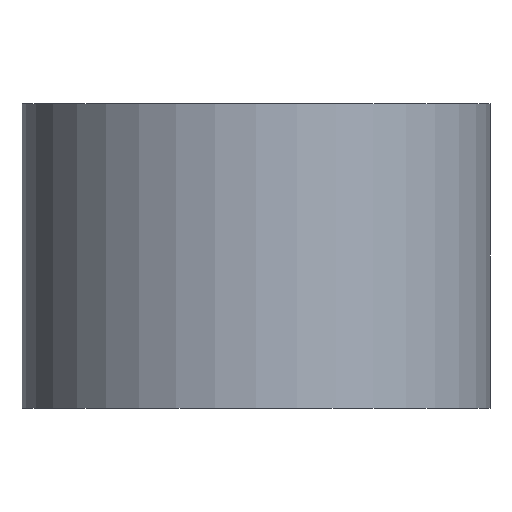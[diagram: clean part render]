
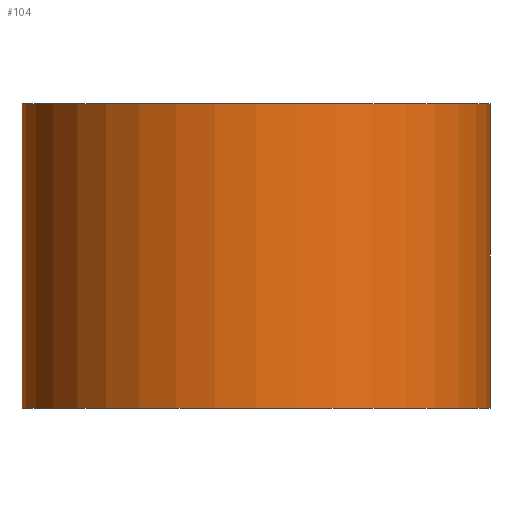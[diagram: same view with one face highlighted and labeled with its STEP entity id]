
A CAD part, front view. The second image highlights one B-rep face of the part: STEP entity #104.
In plain terms, the highlighted cylindrical face has radius 7.5 mm (diameter 15 mm), a full revolution.
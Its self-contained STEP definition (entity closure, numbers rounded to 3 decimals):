
#33=LINE('',#209,#36);
#36=VECTOR('',#174,7.5);
#39=CYLINDRICAL_SURFACE('',#133,7.5);
#47=FACE_OUTER_BOUND('',#55,.T.);
#55=EDGE_LOOP('',(#91,#92,#93,#94));
#61=CIRCLE('',#130,7.5);
#63=CIRCLE('',#134,7.5);
#67=VERTEX_POINT('',#200);
#69=VERTEX_POINT('',#207);
#74=EDGE_CURVE('',#67,#67,#61,.T.);
#77=EDGE_CURVE('',#69,#69,#63,.T.);
#78=EDGE_CURVE('',#69,#67,#33,.T.);
#91=ORIENTED_EDGE('',*,*,#77,.F.);
#92=ORIENTED_EDGE('',*,*,#78,.T.);
#93=ORIENTED_EDGE('',*,*,#74,.F.);
#94=ORIENTED_EDGE('',*,*,#78,.F.);
#104=ADVANCED_FACE('',(#47),#39,.T.);
#130=AXIS2_PLACEMENT_3D('',#201,#163,#164);
#133=AXIS2_PLACEMENT_3D('',#206,#170,#171);
#134=AXIS2_PLACEMENT_3D('',#208,#172,#173);
#163=DIRECTION('center_axis',(0.,0.,-1.));
#164=DIRECTION('ref_axis',(-1.,0.,0.));
#170=DIRECTION('center_axis',(0.,0.,1.));
#171=DIRECTION('ref_axis',(-1.,0.,0.));
#172=DIRECTION('center_axis',(0.,0.,1.));
#173=DIRECTION('ref_axis',(-1.,0.,0.));
#174=DIRECTION('',(0.,0.,-1.));
#200=CARTESIAN_POINT('',(162.527,33.82,-5.));
#201=CARTESIAN_POINT('Origin',(155.027,33.82,-5.));
#206=CARTESIAN_POINT('Origin',(155.027,33.82,0.));
#207=CARTESIAN_POINT('',(162.527,33.82,4.75));
#208=CARTESIAN_POINT('Origin',(155.027,33.82,4.75));
#209=CARTESIAN_POINT('',(162.527,33.82,0.));
